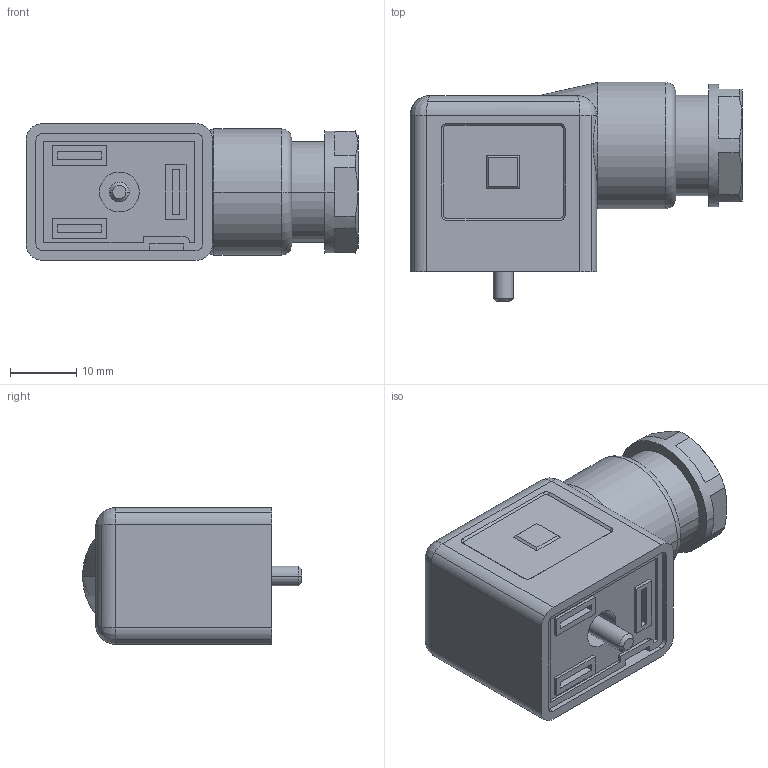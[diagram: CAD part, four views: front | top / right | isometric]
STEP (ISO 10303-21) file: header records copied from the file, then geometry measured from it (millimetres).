
FILE_DESCRIPTION(('SolidDesigner STEP Export'),'2;1');
FILE_NAME('1527993.stp','2010-01-11T10:09:04',(''),(''),'CoCreate Modeling STEP processor for AP214 (Solid Model)','CoCreate Modeling 16.00A 16-Aug-2008 (C) Parametric Technology GmbH','');
FILE_SCHEMA(('AUTOMOTIVE_DESIGN { 1 0 10303 214 1 1 1 1 }'));
Length unit declared in the file: millimetre
Products named in the file (1): 1527993
Bounding box: 50 x 33 x 20.6 mm (x, y, z)
Volume: 18560.3 mm3; surface area: 6614.8 mm2
Topology: 1 solids, 1 shells, 226 faces, 574 edges, 372 vertices
Faces by surface type: plane 133, cylinder 65, cone 18, torus 4, bspline 4, sphere 2
Entity records: 7396 total; most frequent: CARTESIAN_POINT 1889, ORIENTED_EDGE 1140, DIRECTION 1020, EDGE_CURVE 570, VERTEX_POINT 372, VECTOR 354, LINE 354, AXIS2_PLACEMENT_3D 333
